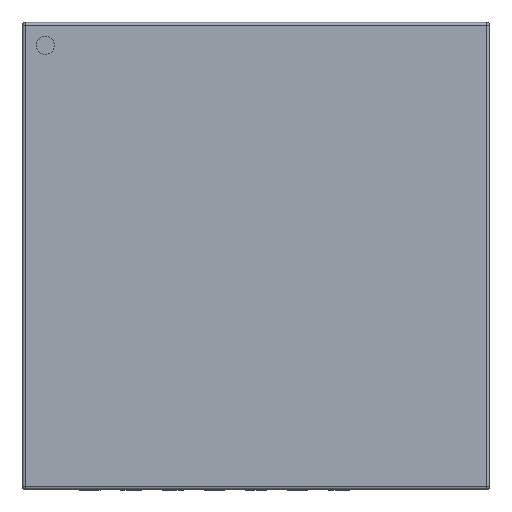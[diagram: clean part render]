
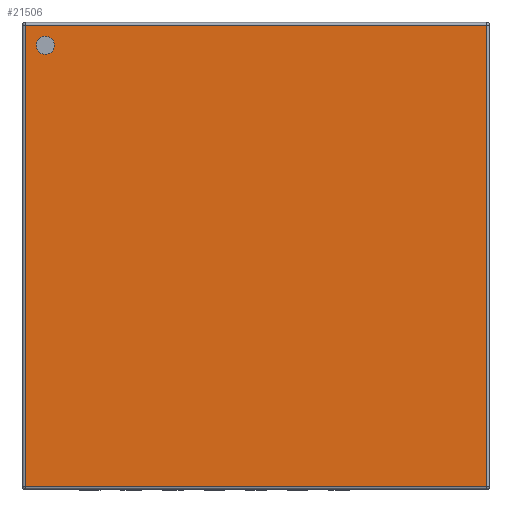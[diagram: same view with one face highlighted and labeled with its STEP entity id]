
A CAD part, top view. The second image highlights one B-rep face of the part: STEP entity #21506.
In plain terms, the highlighted planar face has unit normal (0, 0, 1).
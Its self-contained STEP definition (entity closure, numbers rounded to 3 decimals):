
#4938 = CYLINDRICAL_SURFACE('',#4939,0.05);
#4939 = AXIS2_PLACEMENT_3D('',#4940,#4941,#4942);
#4940 = CARTESIAN_POINT('',(4.44,4.44,0.83));
#4941 = DIRECTION('',(-0.,-1.,-0.));
#4942 = DIRECTION('',(0.,0.,1.));
#18345 = VERTEX_POINT('',#18346);
#18346 = CARTESIAN_POINT('',(4.44,4.44,0.88));
#18368 = VERTEX_POINT('',#18369);
#18369 = CARTESIAN_POINT('',(4.44,-4.44,0.88));
#18394 = EDGE_CURVE('',#18345,#18368,#18395,.T.);
#18395 = SURFACE_CURVE('',#18396,(#18400,#18407),.PCURVE_S1.);
#18396 = LINE('',#18397,#18398);
#18397 = CARTESIAN_POINT('',(4.44,4.44,0.88));
#18398 = VECTOR('',#18399,1.);
#18399 = DIRECTION('',(-0.,-1.,-0.));
#18400 = PCURVE('',#4938,#18401);
#18401 = DEFINITIONAL_REPRESENTATION('',(#18402),#18406);
#18402 = LINE('',#18403,#18404);
#18403 = CARTESIAN_POINT('',(-0.,0.));
#18404 = VECTOR('',#18405,1.);
#18405 = DIRECTION('',(-0.,1.));
#18406 = ( GEOMETRIC_REPRESENTATION_CONTEXT(2) 
PARAMETRIC_REPRESENTATION_CONTEXT() REPRESENTATION_CONTEXT('2D SPACE',''
  ) );
#18407 = PCURVE('',#18408,#18413);
#18408 = PLANE('',#18409);
#18409 = AXIS2_PLACEMENT_3D('',#18410,#18411,#18412);
#18410 = CARTESIAN_POINT('',(-4.49,-4.49,0.88));
#18411 = DIRECTION('',(0.,0.,1.));
#18412 = DIRECTION('',(1.,0.,0.));
#18413 = DEFINITIONAL_REPRESENTATION('',(#18414),#18418);
#18414 = LINE('',#18415,#18416);
#18415 = CARTESIAN_POINT('',(8.93,8.93));
#18416 = VECTOR('',#18417,1.);
#18417 = DIRECTION('',(-0.,-1.));
#18418 = ( GEOMETRIC_REPRESENTATION_CONTEXT(2) 
PARAMETRIC_REPRESENTATION_CONTEXT() REPRESENTATION_CONTEXT('2D SPACE',''
  ) );
#18957 = CYLINDRICAL_SURFACE('',#18958,0.05);
#18958 = AXIS2_PLACEMENT_3D('',#18959,#18960,#18961);
#18959 = CARTESIAN_POINT('',(-4.44,-4.44,0.83));
#18960 = DIRECTION('',(0.,1.,0.));
#18961 = DIRECTION('',(-1.,0.,0.));
#19096 = CYLINDRICAL_SURFACE('',#19097,0.05);
#19097 = AXIS2_PLACEMENT_3D('',#19098,#19099,#19100);
#19098 = CARTESIAN_POINT('',(-4.49,-4.44,0.83));
#19099 = DIRECTION('',(1.,0.,0.));
#19100 = DIRECTION('',(0.,-1.,0.));
#20419 = CYLINDRICAL_SURFACE('',#20420,0.05);
#20420 = AXIS2_PLACEMENT_3D('',#20421,#20422,#20423);
#20421 = CARTESIAN_POINT('',(-4.49,4.44,0.83));
#20422 = DIRECTION('',(1.,0.,0.));
#20423 = DIRECTION('',(0.,1.,0.));
#21506 = ADVANCED_FACE('',(#21507,#21577),#18408,.T.);
#21507 = FACE_BOUND('',#21508,.T.);
#21508 = EDGE_LOOP('',(#21509,#21532,#21533,#21556));
#21509 = ORIENTED_EDGE('',*,*,#21510,.T.);
#21510 = EDGE_CURVE('',#21511,#18368,#21513,.T.);
#21511 = VERTEX_POINT('',#21512);
#21512 = CARTESIAN_POINT('',(-4.44,-4.44,0.88));
#21513 = SURFACE_CURVE('',#21514,(#21518,#21525),.PCURVE_S1.);
#21514 = LINE('',#21515,#21516);
#21515 = CARTESIAN_POINT('',(-4.49,-4.44,0.88));
#21516 = VECTOR('',#21517,1.);
#21517 = DIRECTION('',(1.,0.,0.));
#21518 = PCURVE('',#18408,#21519);
#21519 = DEFINITIONAL_REPRESENTATION('',(#21520),#21524);
#21520 = LINE('',#21521,#21522);
#21521 = CARTESIAN_POINT('',(0.,0.05));
#21522 = VECTOR('',#21523,1.);
#21523 = DIRECTION('',(1.,0.));
#21524 = ( GEOMETRIC_REPRESENTATION_CONTEXT(2) 
PARAMETRIC_REPRESENTATION_CONTEXT() REPRESENTATION_CONTEXT('2D SPACE',''
  ) );
#21525 = PCURVE('',#19096,#21526);
#21526 = DEFINITIONAL_REPRESENTATION('',(#21527),#21531);
#21527 = LINE('',#21528,#21529);
#21528 = CARTESIAN_POINT('',(-1.571,0.));
#21529 = VECTOR('',#21530,1.);
#21530 = DIRECTION('',(-0.,1.));
#21531 = ( GEOMETRIC_REPRESENTATION_CONTEXT(2) 
PARAMETRIC_REPRESENTATION_CONTEXT() REPRESENTATION_CONTEXT('2D SPACE',''
  ) );
#21532 = ORIENTED_EDGE('',*,*,#18394,.F.);
#21533 = ORIENTED_EDGE('',*,*,#21534,.F.);
#21534 = EDGE_CURVE('',#21535,#18345,#21537,.T.);
#21535 = VERTEX_POINT('',#21536);
#21536 = CARTESIAN_POINT('',(-4.44,4.44,0.88));
#21537 = SURFACE_CURVE('',#21538,(#21542,#21549),.PCURVE_S1.);
#21538 = LINE('',#21539,#21540);
#21539 = CARTESIAN_POINT('',(-4.49,4.44,0.88));
#21540 = VECTOR('',#21541,1.);
#21541 = DIRECTION('',(1.,0.,0.));
#21542 = PCURVE('',#18408,#21543);
#21543 = DEFINITIONAL_REPRESENTATION('',(#21544),#21548);
#21544 = LINE('',#21545,#21546);
#21545 = CARTESIAN_POINT('',(0.,8.93));
#21546 = VECTOR('',#21547,1.);
#21547 = DIRECTION('',(1.,0.));
#21548 = ( GEOMETRIC_REPRESENTATION_CONTEXT(2) 
PARAMETRIC_REPRESENTATION_CONTEXT() REPRESENTATION_CONTEXT('2D SPACE',''
  ) );
#21549 = PCURVE('',#20419,#21550);
#21550 = DEFINITIONAL_REPRESENTATION('',(#21551),#21555);
#21551 = LINE('',#21552,#21553);
#21552 = CARTESIAN_POINT('',(1.571,0.));
#21553 = VECTOR('',#21554,1.);
#21554 = DIRECTION('',(0.,1.));
#21555 = ( GEOMETRIC_REPRESENTATION_CONTEXT(2) 
PARAMETRIC_REPRESENTATION_CONTEXT() REPRESENTATION_CONTEXT('2D SPACE',''
  ) );
#21556 = ORIENTED_EDGE('',*,*,#21557,.F.);
#21557 = EDGE_CURVE('',#21511,#21535,#21558,.T.);
#21558 = SURFACE_CURVE('',#21559,(#21563,#21570),.PCURVE_S1.);
#21559 = LINE('',#21560,#21561);
#21560 = CARTESIAN_POINT('',(-4.44,-4.44,0.88));
#21561 = VECTOR('',#21562,1.);
#21562 = DIRECTION('',(0.,1.,0.));
#21563 = PCURVE('',#18408,#21564);
#21564 = DEFINITIONAL_REPRESENTATION('',(#21565),#21569);
#21565 = LINE('',#21566,#21567);
#21566 = CARTESIAN_POINT('',(0.05,0.05));
#21567 = VECTOR('',#21568,1.);
#21568 = DIRECTION('',(0.,1.));
#21569 = ( GEOMETRIC_REPRESENTATION_CONTEXT(2) 
PARAMETRIC_REPRESENTATION_CONTEXT() REPRESENTATION_CONTEXT('2D SPACE',''
  ) );
#21570 = PCURVE('',#18957,#21571);
#21571 = DEFINITIONAL_REPRESENTATION('',(#21572),#21576);
#21572 = LINE('',#21573,#21574);
#21573 = CARTESIAN_POINT('',(1.571,0.));
#21574 = VECTOR('',#21575,1.);
#21575 = DIRECTION('',(0.,1.));
#21576 = ( GEOMETRIC_REPRESENTATION_CONTEXT(2) 
PARAMETRIC_REPRESENTATION_CONTEXT() REPRESENTATION_CONTEXT('2D SPACE',''
  ) );
#21577 = FACE_BOUND('',#21578,.T.);
#21578 = EDGE_LOOP('',(#21579));
#21579 = ORIENTED_EDGE('',*,*,#21580,.F.);
#21580 = EDGE_CURVE('',#21581,#21581,#21583,.T.);
#21581 = VERTEX_POINT('',#21582);
#21582 = CARTESIAN_POINT('',(-3.875,-4.05,0.88));
#21583 = SURFACE_CURVE('',#21584,(#21589,#21596),.PCURVE_S1.);
#21584 = CIRCLE('',#21585,0.175);
#21585 = AXIS2_PLACEMENT_3D('',#21586,#21587,#21588);
#21586 = CARTESIAN_POINT('',(-4.05,-4.05,0.88));
#21587 = DIRECTION('',(0.,0.,1.));
#21588 = DIRECTION('',(1.,0.,0.));
#21589 = PCURVE('',#18408,#21590);
#21590 = DEFINITIONAL_REPRESENTATION('',(#21591),#21595);
#21591 = CIRCLE('',#21592,0.175);
#21592 = AXIS2_PLACEMENT_2D('',#21593,#21594);
#21593 = CARTESIAN_POINT('',(0.44,0.44));
#21594 = DIRECTION('',(1.,0.));
#21595 = ( GEOMETRIC_REPRESENTATION_CONTEXT(2) 
PARAMETRIC_REPRESENTATION_CONTEXT() REPRESENTATION_CONTEXT('2D SPACE',''
  ) );
#21596 = PCURVE('',#21597,#21602);
#21597 = CYLINDRICAL_SURFACE('',#21598,0.175);
#21598 = AXIS2_PLACEMENT_3D('',#21599,#21600,#21601);
#21599 = CARTESIAN_POINT('',(-4.05,-4.05,0.88));
#21600 = DIRECTION('',(-0.,-0.,-1.));
#21601 = DIRECTION('',(1.,0.,0.));
#21602 = DEFINITIONAL_REPRESENTATION('',(#21603),#21607);
#21603 = LINE('',#21604,#21605);
#21604 = CARTESIAN_POINT('',(-0.,0.));
#21605 = VECTOR('',#21606,1.);
#21606 = DIRECTION('',(-1.,0.));
#21607 = ( GEOMETRIC_REPRESENTATION_CONTEXT(2) 
PARAMETRIC_REPRESENTATION_CONTEXT() REPRESENTATION_CONTEXT('2D SPACE',''
  ) );
